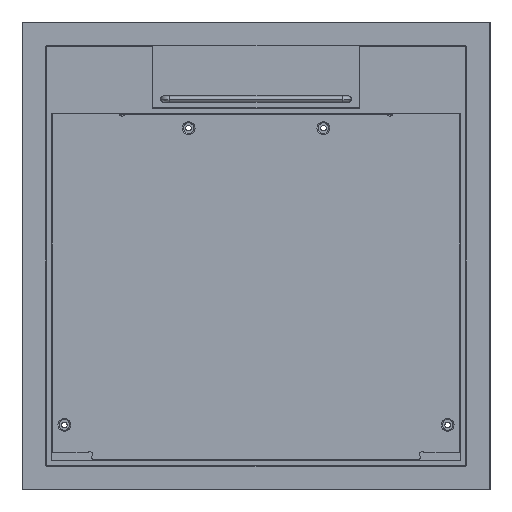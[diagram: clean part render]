
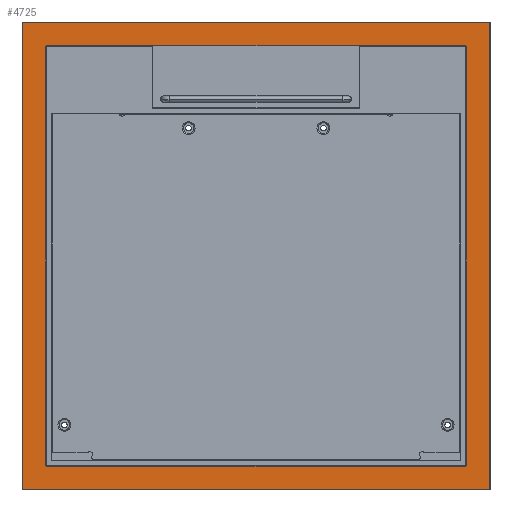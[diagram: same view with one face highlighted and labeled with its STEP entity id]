
A CAD part, top view. The second image highlights one B-rep face of the part: STEP entity #4725.
In plain terms, the highlighted planar face has unit normal (0, 0, 1).
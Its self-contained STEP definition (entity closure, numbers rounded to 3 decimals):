
#24 = DIRECTION ( 'NONE',  ( 1., 0., 0. ) ) ;
#199 = LINE ( 'NONE', #3578, #5570 ) ;
#206 = CARTESIAN_POINT ( 'NONE',  ( 118.306, 119.312, 0.137 ) ) ;
#238 = VERTEX_POINT ( 'NONE', #6441 ) ;
#256 = ORIENTED_EDGE ( 'NONE', *, *, #329, .T. ) ;
#329 = EDGE_CURVE ( 'NONE', #5905, #5119, #4808, .T. ) ;
#396 = DIRECTION ( 'NONE',  ( 0., 0., -1. ) ) ;
#437 = DIRECTION ( 'NONE',  ( 0., -1., 0. ) ) ;
#509 = CARTESIAN_POINT ( 'NONE',  ( -119.312, 118.306, 0.137 ) ) ;
#560 = ORIENTED_EDGE ( 'NONE', *, *, #3258, .T. ) ;
#658 = DIRECTION ( 'NONE',  ( 0., -1., 0. ) ) ;
#940 = CARTESIAN_POINT ( 'NONE',  ( 118.306, -119.312, 0.137 ) ) ;
#1071 = LINE ( 'NONE', #2870, #6370 ) ;
#1078 = CIRCLE ( 'NONE', #1620, 1.006 ) ;
#1086 = DIRECTION ( 'NONE',  ( -1., 0., 0. ) ) ;
#1092 = EDGE_CURVE ( 'NONE', #2542, #5992, #3965, .T. ) ;
#1141 = CARTESIAN_POINT ( 'NONE',  ( -119.312, -118.306, 0.137 ) ) ;
#1157 = VECTOR ( 'NONE', #2605, 1000. ) ;
#1235 = ORIENTED_EDGE ( 'NONE', *, *, #3244, .T. ) ;
#1268 = FACE_OUTER_BOUND ( 'NONE', #3765, .T. ) ;
#1274 = EDGE_CURVE ( 'NONE', #5169, #5028, #1560, .T. ) ;
#1424 = ORIENTED_EDGE ( 'NONE', *, *, #5010, .F. ) ;
#1447 = CARTESIAN_POINT ( 'NONE',  ( 132.739, -132.739, 0.137 ) ) ;
#1498 = CIRCLE ( 'NONE', #5278, 1.006 ) ;
#1502 = EDGE_CURVE ( 'NONE', #238, #2347, #1498, .T. ) ;
#1534 = VERTEX_POINT ( 'NONE', #4091 ) ;
#1548 = CARTESIAN_POINT ( 'NONE',  ( -132.739, 132.792, 0.137 ) ) ;
#1560 = CIRCLE ( 'NONE', #4273, 1.006 ) ;
#1608 = CARTESIAN_POINT ( 'NONE',  ( 0., -132.739, 0.137 ) ) ;
#1620 = AXIS2_PLACEMENT_3D ( 'NONE', #4462, #4968, #5500 ) ;
#1726 = PLANE ( 'NONE',  #3865 ) ;
#1854 = ORIENTED_EDGE ( 'NONE', *, *, #1274, .F. ) ;
#1900 = CARTESIAN_POINT ( 'NONE',  ( 119.312, -118.306, 0.137 ) ) ;
#1949 = DIRECTION ( 'NONE',  ( 0., 0., 1. ) ) ;
#2060 = VECTOR ( 'NONE', #1086, 1000. ) ;
#2096 = ORIENTED_EDGE ( 'NONE', *, *, #2633, .F. ) ;
#2180 = DIRECTION ( 'NONE',  ( -1., 0., 0. ) ) ;
#2304 = VECTOR ( 'NONE', #3260, 1000. ) ;
#2347 = VERTEX_POINT ( 'NONE', #509 ) ;
#2463 = CARTESIAN_POINT ( 'NONE',  ( -132.739, 132.739, 0.137 ) ) ;
#2473 = LINE ( 'NONE', #5714, #5316 ) ;
#2542 = VERTEX_POINT ( 'NONE', #2697 ) ;
#2605 = DIRECTION ( 'NONE',  ( -1., 0., 0. ) ) ;
#2633 = EDGE_CURVE ( 'NONE', #5992, #5119, #4489, .T. ) ;
#2671 = VERTEX_POINT ( 'NONE', #1141 ) ;
#2697 = CARTESIAN_POINT ( 'NONE',  ( 132.739, 132.739, 0.137 ) ) ;
#2727 = DIRECTION ( 'NONE',  ( -1., 0., 0. ) ) ;
#2870 = CARTESIAN_POINT ( 'NONE',  ( -119.312, 118.306, 0.137 ) ) ;
#2925 = CARTESIAN_POINT ( 'NONE',  ( -118.306, 118.306, 0.137 ) ) ;
#2981 = ORIENTED_EDGE ( 'NONE', *, *, #1092, .F. ) ;
#3244 = EDGE_CURVE ( 'NONE', #2542, #5905, #2473, .T. ) ;
#3258 = EDGE_CURVE ( 'NONE', #4165, #5028, #199, .T. ) ;
#3260 = DIRECTION ( 'NONE',  ( 0., -1., 0. ) ) ;
#3429 = DIRECTION ( 'NONE',  ( 1., 0., 0. ) ) ;
#3431 = DIRECTION ( 'NONE',  ( 1., 0., 0. ) ) ;
#3439 = CARTESIAN_POINT ( 'NONE',  ( 0., 119.312, 0.137 ) ) ;
#3574 = CARTESIAN_POINT ( 'NONE',  ( 118.306, -118.306, 0.137 ) ) ;
#3578 = CARTESIAN_POINT ( 'NONE',  ( 119.312, 118.306, 0.137 ) ) ;
#3609 = VECTOR ( 'NONE', #437, 1000. ) ;
#3765 = EDGE_LOOP ( 'NONE', ( #256, #2096, #2981, #1235 ) ) ;
#3792 = LINE ( 'NONE', #3439, #1157 ) ;
#3862 = ORIENTED_EDGE ( 'NONE', *, *, #1502, .F. ) ;
#3865 = AXIS2_PLACEMENT_3D ( 'NONE', #5777, #1949, #3431 ) ;
#3936 = EDGE_CURVE ( 'NONE', #6194, #4165, #1078, .T. ) ;
#3965 = LINE ( 'NONE', #6394, #3609 ) ;
#4091 = CARTESIAN_POINT ( 'NONE',  ( -118.306, -119.312, 0.137 ) ) ;
#4118 = VECTOR ( 'NONE', #2180, 1000. ) ;
#4137 = EDGE_CURVE ( 'NONE', #5169, #1534, #4262, .T. ) ;
#4165 = VERTEX_POINT ( 'NONE', #4751 ) ;
#4192 = ORIENTED_EDGE ( 'NONE', *, *, #3936, .T. ) ;
#4198 = ORIENTED_EDGE ( 'NONE', *, *, #6083, .T. ) ;
#4262 = LINE ( 'NONE', #6178, #4118 ) ;
#4273 = AXIS2_PLACEMENT_3D ( 'NONE', #3574, #5090, #6233 ) ;
#4462 = CARTESIAN_POINT ( 'NONE',  ( 118.306, 118.306, 0.137 ) ) ;
#4489 = LINE ( 'NONE', #1608, #2060 ) ;
#4725 = ADVANCED_FACE ( 'NONE', ( #4949, #1268 ), #1726, .T. ) ;
#4751 = CARTESIAN_POINT ( 'NONE',  ( 119.312, 118.306, 0.137 ) ) ;
#4808 = LINE ( 'NONE', #1548, #2304 ) ;
#4949 = FACE_BOUND ( 'NONE', #5680, .T. ) ;
#4956 = CARTESIAN_POINT ( 'NONE',  ( -132.739, -132.739, 0.137 ) ) ;
#4968 = DIRECTION ( 'NONE',  ( 0., 0., -1. ) ) ;
#4997 = CARTESIAN_POINT ( 'NONE',  ( -118.306, -118.306, 0.137 ) ) ;
#5010 = EDGE_CURVE ( 'NONE', #2347, #2671, #1071, .T. ) ;
#5028 = VERTEX_POINT ( 'NONE', #1900 ) ;
#5087 = CIRCLE ( 'NONE', #5306, 1.006 ) ;
#5090 = DIRECTION ( 'NONE',  ( 0., 0., 1. ) ) ;
#5119 = VERTEX_POINT ( 'NONE', #4956 ) ;
#5169 = VERTEX_POINT ( 'NONE', #940 ) ;
#5278 = AXIS2_PLACEMENT_3D ( 'NONE', #2925, #6193, #3429 ) ;
#5306 = AXIS2_PLACEMENT_3D ( 'NONE', #4997, #396, #24 ) ;
#5316 = VECTOR ( 'NONE', #2727, 1000. ) ;
#5500 = DIRECTION ( 'NONE',  ( -1., 0., 0. ) ) ;
#5524 = DIRECTION ( 'NONE',  ( 0., -1., 0. ) ) ;
#5570 = VECTOR ( 'NONE', #5524, 1000. ) ;
#5680 = EDGE_LOOP ( 'NONE', ( #4198, #1424, #3862, #6422, #4192, #560, #1854, #6043 ) ) ;
#5714 = CARTESIAN_POINT ( 'NONE',  ( 0., 132.739, 0.137 ) ) ;
#5777 = CARTESIAN_POINT ( 'NONE',  ( 0., 132.792, 0.137 ) ) ;
#5905 = VERTEX_POINT ( 'NONE', #2463 ) ;
#5992 = VERTEX_POINT ( 'NONE', #1447 ) ;
#6043 = ORIENTED_EDGE ( 'NONE', *, *, #4137, .T. ) ;
#6079 = EDGE_CURVE ( 'NONE', #6194, #238, #3792, .T. ) ;
#6083 = EDGE_CURVE ( 'NONE', #1534, #2671, #5087, .T. ) ;
#6178 = CARTESIAN_POINT ( 'NONE',  ( 0., -119.312, 0.137 ) ) ;
#6193 = DIRECTION ( 'NONE',  ( 0., 0., 1. ) ) ;
#6194 = VERTEX_POINT ( 'NONE', #206 ) ;
#6233 = DIRECTION ( 'NONE',  ( -1., 0., 0. ) ) ;
#6370 = VECTOR ( 'NONE', #658, 1000. ) ;
#6394 = CARTESIAN_POINT ( 'NONE',  ( 132.739, 132.792, 0.137 ) ) ;
#6422 = ORIENTED_EDGE ( 'NONE', *, *, #6079, .F. ) ;
#6441 = CARTESIAN_POINT ( 'NONE',  ( -118.306, 119.312, 0.137 ) ) ;
